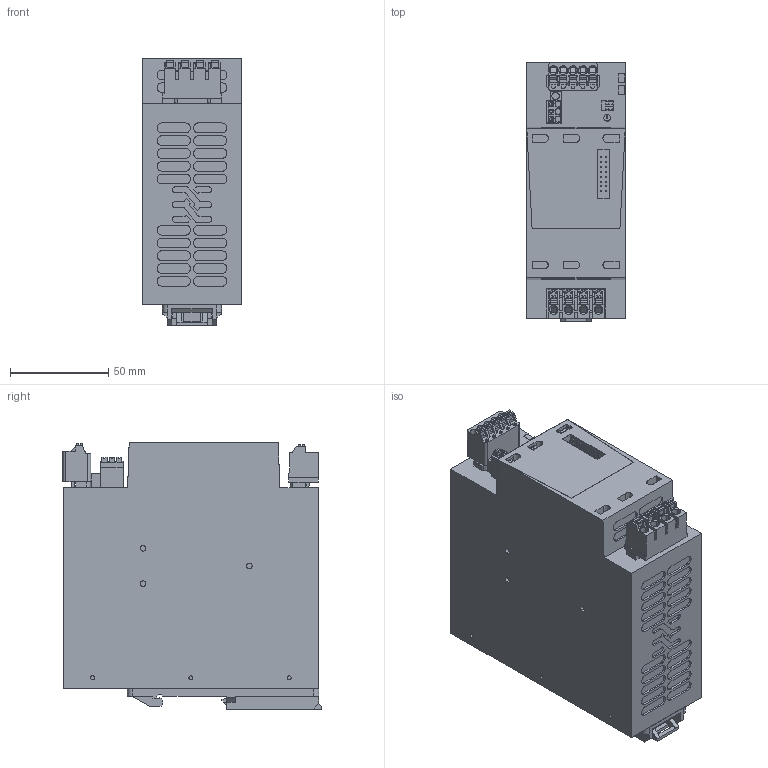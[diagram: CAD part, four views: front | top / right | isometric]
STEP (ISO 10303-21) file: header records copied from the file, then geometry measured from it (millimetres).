
FILE_DESCRIPTION(('CATIA V5 STEP Exchange','CAx-IF Rec.Pracs.--- Model Styling and Organization---1.4--- 2014-01-23'),'2;1');
FILE_NAME ('12533978_5', '2020-11-10T10:46:03+00:00', ('none'), ('Weidmueller'), 'CATIA Version 5-6 Release 2016 SP3 HF44', 'CATIA V5 STEP AP214', 'none');
FILE_SCHEMA(('AUTOMOTIVE_DESIGN { 1 0 10303 214 1 1 1 1 }'));
Products named in the file (1): 2467080100
Bounding box: 50 x 131.3 x 135.5 mm (x, y, z)
Volume: 775090.5 mm3; surface area: 90600.8 mm2
Topology: 53 solids, 53 shells, 1986 faces, 5699 edges, 3961 vertices
Faces by surface type: plane 1518, cylinder 345, extrusion 99, torus 18, cone 6
Entity records: 67207 total; most frequent: CARTESIAN_POINT 16745, ORIENTED_EDGE 11398, DIRECTION 7509, EDGE_CURVE 5699, VECTOR 4118, LINE 4019, VERTEX_POINT 3961, EDGE_LOOP 2138
